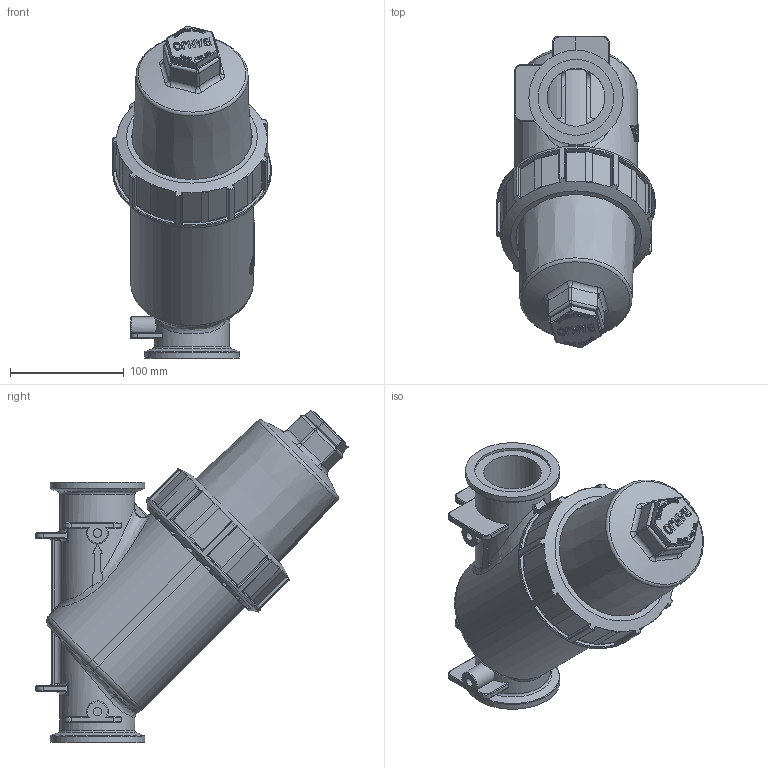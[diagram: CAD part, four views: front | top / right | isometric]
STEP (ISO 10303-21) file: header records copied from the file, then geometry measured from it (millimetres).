
FILE_DESCRIPTION(/* description */ ('2" FP MANIFOLD LINE STRAINER - 80 MESH'),/* implementation_level */ '2;1');
FILE_NAME(/* name */ 'MLS222-80.stp',/* time_stamp */ '2023-06-01T12:46:21-04:00',/* author */ ('MEG'),/* organization */ (''),/* preprocessor_version */ 'ST-DEVELOPER v18.1',/* originating_system */ 'Autodesk Inventor 2022',/* authorisation */ '');
FILE_SCHEMA (('AUTOMOTIVE_DESIGN { 1 0 10303 214 3 1 1 }'));
Length unit declared in the file: inch
Products named in the file (9): MLS222-80; MLS222B; MLS220C1; MLS220C1X; LSQ200-PL; LSQ200-R; MLS220G1; MLS220R1; LST280SS
Assembly tree (8 placements, depth 3):
  MLS222-80
    MLS222B
    MLS220C1
      MLS220C1X
      LSQ200-PL
      LSQ200-R
      MLS220G1
    MLS220R1
    LST280SS
Bounding box: 139.95 x 274.74 x 292.27 mm (x, y, z)
Volume: 1481081.6 mm3; surface area: 475819.2 mm2
Topology: 7 solids, 7 shells, 1902 faces, 5159 edges, 3324 vertices
Faces by surface type: plane 759, bspline 582, cylinder 338, torus 119, cone 64, sphere 40
Full cylindrical faces by diameter (mm): 7.493 x2, 19.05 x1, 25.4 x1, 33.401 x1, 50.8 x2, 66.04 x2, 66.802 x2, 74.612 x1, 79.451 x1, 80.975 x2, 83.058 x2, 89.662 x1, 99.187 x1, 104.14 x2, 104.902 x1, 106.045 x1, 107.073 x1, 113.03 x1, 114.3 x1, 139.954 x1
Entity records: 93324 total; most frequent: CARTESIAN_POINT 49306, ORIENTED_EDGE 10268, DIRECTION 7323, EDGE_CURVE 5134, VERTEX_POINT 3324, AXIS2_PLACEMENT_3D 2576, LINE 2171, VECTOR 2171
